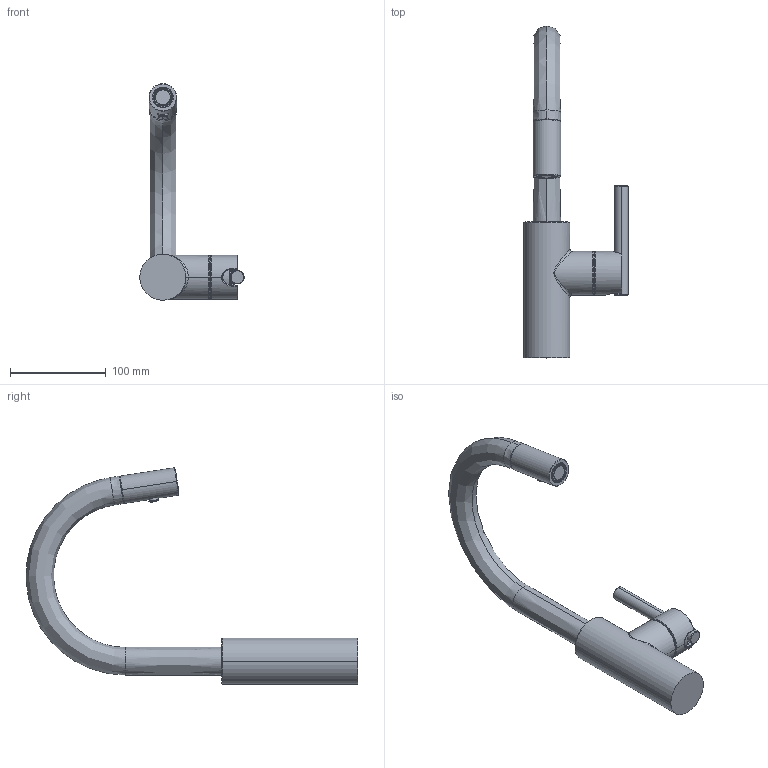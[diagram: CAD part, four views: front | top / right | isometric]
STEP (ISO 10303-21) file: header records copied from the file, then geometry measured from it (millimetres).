
FILE_DESCRIPTION((''),'2;1');
FILE_NAME('1500-5223','2022-03-07T13:54:32',('rsmith'),(''),'CREO PARAMETRIC BY PTC INC, 2018400','CREO PARAMETRIC BY PTC INC, 2018400','');
FILE_SCHEMA(('AUTOMOTIVE_DESIGN { 1 0 10303 214 1 1 1 1 }'));
Length unit declared in the file: inch
Products named in the file (1): 1500-5223
Bounding box: 109.19 x 347.16 x 226.52 mm (x, y, z)
Volume: 653514.6 mm3; surface area: 80797.8 mm2
Topology: 2 solids, 2 shells, 246 faces, 593 edges, 377 vertices
Faces by surface type: cylinder 99, plane 77, bspline 22, torus 22, cone 20, sphere 6
Entity records: 13734 total; most frequent: CARTESIAN_POINT 4537, ORIENTED_EDGE 1182, DIRECTION 1095, PRESENTATION_STYLE_ASSIGNMENT 763, STYLED_ITEM 593, CURVE_STYLE 591, EDGE_CURVE 591, AXIS2_PLACEMENT_3D 458
